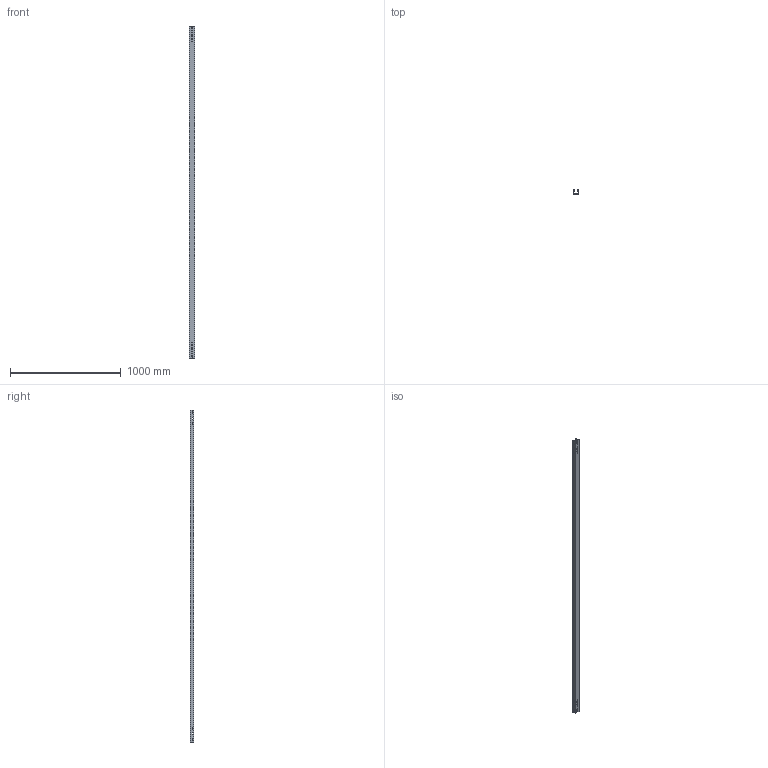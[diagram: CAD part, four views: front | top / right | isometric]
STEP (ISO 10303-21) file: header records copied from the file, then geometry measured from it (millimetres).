
FILE_DESCRIPTION((''),'2;1');
FILE_NAME('6053041','2012-06-29T',('AndreasKeweloh'),(''),'PRO/ENGINEER BY PARAMETRIC TECHNOLOGY CORPORATION, 2012130','PRO/ENGINEER BY PARAMETRIC TECHNOLOGY CORPORATION, 2012130','');
FILE_SCHEMA(('CONFIG_CONTROL_DESIGN'));
Length unit declared in the file: millimetre
Products named in the file (1): 6053041
Bounding box: 50 x 35 x 3000 mm (x, y, z)
Volume: 432253.8 mm3; surface area: 871805.4 mm2
Topology: 1 solids, 1 shells, 90 faces, 264 edges, 176 vertices
Faces by surface type: plane 46, cylinder 44
Entity records: 3126 total; most frequent: DIRECTION 532, CARTESIAN_POINT 530, ORIENTED_EDGE 528, EDGE_CURVE 264, AXIS2_PLACEMENT_3D 178, VECTOR 176, LINE 176, VERTEX_POINT 176
